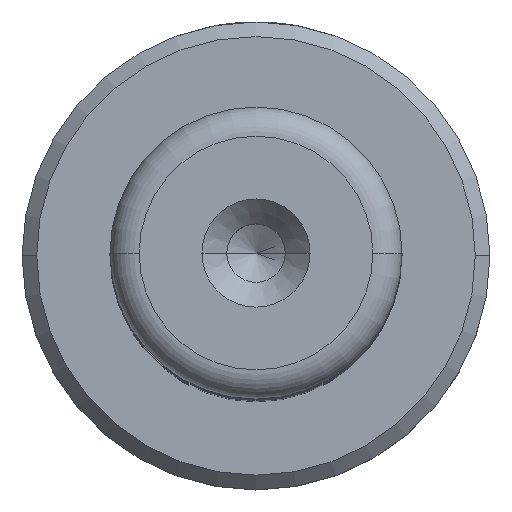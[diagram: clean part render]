
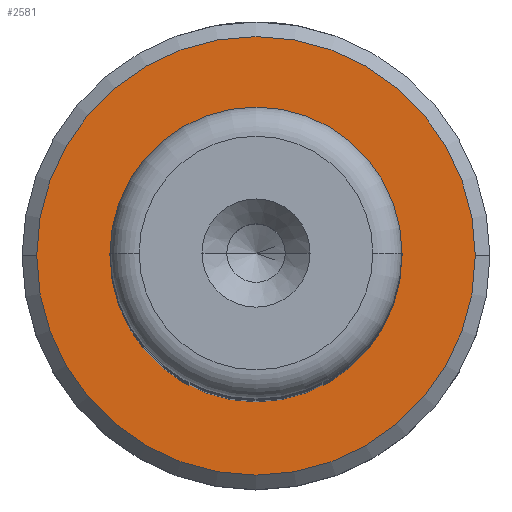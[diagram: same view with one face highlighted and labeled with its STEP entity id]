
A CAD part, top view. The second image highlights one B-rep face of the part: STEP entity #2581.
In plain terms, the highlighted planar face has unit normal (0, 0, 1).
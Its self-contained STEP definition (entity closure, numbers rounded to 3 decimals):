
#185 = VERTEX_POINT ( 'NONE', #456 ) ;
#198 = DIRECTION ( 'NONE',  ( 0., 0., 1. ) ) ;
#199 = VERTEX_POINT ( 'NONE', #1875 ) ;
#297 = CIRCLE ( 'NONE', #1364, 4.495 ) ;
#407 = VERTEX_POINT ( 'NONE', #1739 ) ;
#448 = DIRECTION ( 'NONE',  ( 0., 0., -1. ) ) ;
#451 = AXIS2_PLACEMENT_3D ( 'NONE', #1861, #628, #2074 ) ;
#456 = CARTESIAN_POINT ( 'NONE',  ( -4.495, 0., 13. ) ) ;
#457 = DIRECTION ( 'NONE',  ( 0., 0., 1. ) ) ;
#509 = CIRCLE ( 'NONE', #1605, 4.495 ) ;
#628 = DIRECTION ( 'NONE',  ( 0., 0., 1. ) ) ;
#684 = AXIS2_PLACEMENT_3D ( 'NONE', #1679, #457, #1900 ) ;
#720 = EDGE_CURVE ( 'NONE', #199, #185, #297, .T. ) ;
#775 = ORIENTED_EDGE ( 'NONE', *, *, #1664, .T. ) ;
#822 = DIRECTION ( 'NONE',  ( 0., 0., -1. ) ) ;
#1002 = VERTEX_POINT ( 'NONE', #1330 ) ;
#1330 = CARTESIAN_POINT ( 'NONE',  ( -7.5, 0., 13. ) ) ;
#1341 = CIRCLE ( 'NONE', #451, 7.5 ) ;
#1364 = AXIS2_PLACEMENT_3D ( 'NONE', #1672, #448, #1894 ) ;
#1394 = EDGE_LOOP ( 'NONE', ( #1680, #1854 ) ) ;
#1605 = AXIS2_PLACEMENT_3D ( 'NONE', #2053, #822, #2271 ) ;
#1618 = PLANE ( 'NONE',  #1855 ) ;
#1632 = DIRECTION ( 'NONE',  ( 1., 0., 0. ) ) ;
#1664 = EDGE_CURVE ( 'NONE', #185, #199, #509, .T. ) ;
#1672 = CARTESIAN_POINT ( 'NONE',  ( 0., 0., 13. ) ) ;
#1679 = CARTESIAN_POINT ( 'NONE',  ( 0., 0., 13. ) ) ;
#1680 = ORIENTED_EDGE ( 'NONE', *, *, #1728, .T. ) ;
#1728 = EDGE_CURVE ( 'NONE', #1002, #407, #1341, .T. ) ;
#1739 = CARTESIAN_POINT ( 'NONE',  ( 7.5, 0., 13. ) ) ;
#1756 = EDGE_LOOP ( 'NONE', ( #2501, #775 ) ) ;
#1854 = ORIENTED_EDGE ( 'NONE', *, *, #2024, .T. ) ;
#1855 = AXIS2_PLACEMENT_3D ( 'NONE', #2270, #198, #1632 ) ;
#1861 = CARTESIAN_POINT ( 'NONE',  ( 0., 0., 13. ) ) ;
#1871 = FACE_OUTER_BOUND ( 'NONE', #1394, .T. ) ;
#1875 = CARTESIAN_POINT ( 'NONE',  ( 4.495, 0., 13. ) ) ;
#1894 = DIRECTION ( 'NONE',  ( -1., 0., 0. ) ) ;
#1900 = DIRECTION ( 'NONE',  ( 1., 0., 0. ) ) ;
#2024 = EDGE_CURVE ( 'NONE', #407, #1002, #2550, .T. ) ;
#2053 = CARTESIAN_POINT ( 'NONE',  ( 0., 0., 13. ) ) ;
#2074 = DIRECTION ( 'NONE',  ( 1., 0., 0. ) ) ;
#2270 = CARTESIAN_POINT ( 'NONE',  ( 0., 0., 13. ) ) ;
#2271 = DIRECTION ( 'NONE',  ( -1., 0., 0. ) ) ;
#2449 = FACE_BOUND ( 'NONE', #1756, .T. ) ;
#2501 = ORIENTED_EDGE ( 'NONE', *, *, #720, .T. ) ;
#2550 = CIRCLE ( 'NONE', #684, 7.5 ) ;
#2581 = ADVANCED_FACE ( 'NONE', ( #1871, #2449 ), #1618, .T. ) ;
